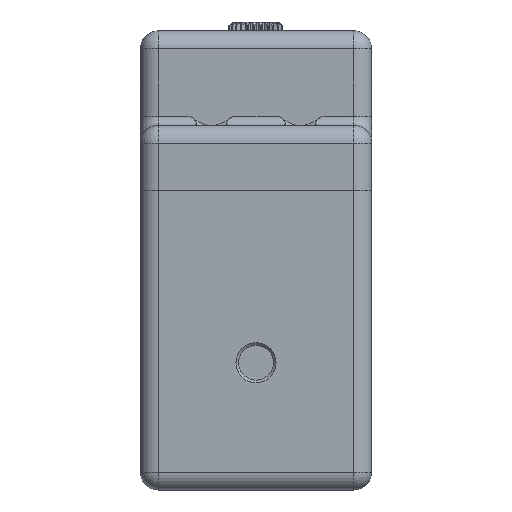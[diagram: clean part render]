
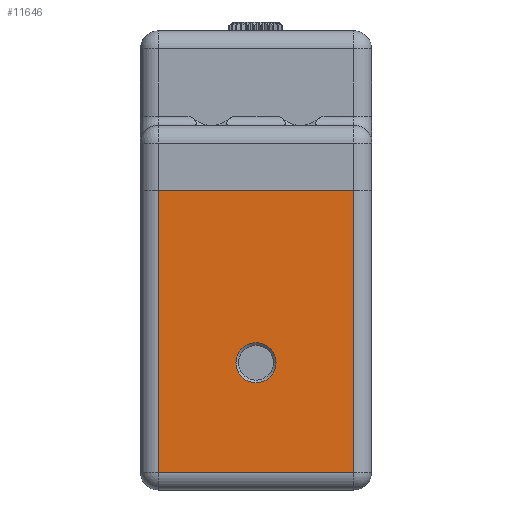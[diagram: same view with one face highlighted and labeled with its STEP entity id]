
A CAD part, left-side view. The second image highlights one B-rep face of the part: STEP entity #11646.
In plain terms, the highlighted planar face has unit normal (-1, 0, 0).
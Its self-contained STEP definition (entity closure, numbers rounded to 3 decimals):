
#869=FACE_BOUND('',#1717,.T.);
#1007=FACE_OUTER_BOUND('',#1716,.T.);
#1716=EDGE_LOOP('',(#8204,#8205,#8206,#8207));
#1717=EDGE_LOOP('',(#8208,#8209));
#2465=LINE('',#18183,#3247);
#2473=LINE('',#18205,#3255);
#2479=LINE('',#18222,#3261);
#2480=LINE('',#18225,#3262);
#3247=VECTOR('',#14416,10.);
#3255=VECTOR('',#14434,10.);
#3261=VECTOR('',#14454,10.);
#3262=VECTOR('',#14459,10.);
#3939=CIRCLE('',#12462,2.25);
#3940=CIRCLE('',#12463,2.25);
#4671=VERTEX_POINT('',#17971);
#4672=VERTEX_POINT('',#17972);
#4741=VERTEX_POINT('',#18179);
#4743=VERTEX_POINT('',#18182);
#4752=VERTEX_POINT('',#18203);
#4756=VERTEX_POINT('',#18221);
#5936=EDGE_CURVE('',#4671,#4672,#3939,.T.);
#5937=EDGE_CURVE('',#4672,#4671,#3940,.T.);
#6037=EDGE_CURVE('',#4743,#4741,#2465,.T.);
#6049=EDGE_CURVE('',#4752,#4741,#2473,.T.);
#6057=EDGE_CURVE('',#4743,#4756,#2479,.T.);
#6059=EDGE_CURVE('',#4756,#4752,#2480,.T.);
#8204=ORIENTED_EDGE('',*,*,#6037,.T.);
#8205=ORIENTED_EDGE('',*,*,#6049,.F.);
#8206=ORIENTED_EDGE('',*,*,#6059,.F.);
#8207=ORIENTED_EDGE('',*,*,#6057,.F.);
#8208=ORIENTED_EDGE('',*,*,#5936,.T.);
#8209=ORIENTED_EDGE('',*,*,#5937,.T.);
#11294=PLANE('',#12576);
#11646=ADVANCED_FACE('',(#1007,#869),#11294,.T.);
#12462=AXIS2_PLACEMENT_3D('',#17973,#14176,#14177);
#12463=AXIS2_PLACEMENT_3D('',#17974,#14178,#14179);
#12576=AXIS2_PLACEMENT_3D('',#18224,#14457,#14458);
#14176=DIRECTION('center_axis',(1.,0.,0.));
#14177=DIRECTION('ref_axis',(0.,0.,1.));
#14178=DIRECTION('center_axis',(1.,0.,0.));
#14179=DIRECTION('ref_axis',(0.,0.,1.));
#14416=DIRECTION('',(0.,1.,0.));
#14434=DIRECTION('',(0.,0.,1.));
#14454=DIRECTION('',(0.,0.,-1.));
#14457=DIRECTION('center_axis',(-1.,0.,0.));
#14458=DIRECTION('ref_axis',(0.,0.,1.));
#14459=DIRECTION('',(0.,1.,0.));
#17971=CARTESIAN_POINT('',(-30.25,0.,-10.65));
#17972=CARTESIAN_POINT('',(-30.25,0.,-15.15));
#17973=CARTESIAN_POINT('Origin',(-30.25,0.,-12.9));
#17974=CARTESIAN_POINT('Origin',(-30.25,0.,-12.9));
#18179=CARTESIAN_POINT('',(-30.25,11.,6.5));
#18182=CARTESIAN_POINT('',(-30.25,-11.,6.5));
#18183=CARTESIAN_POINT('',(-30.25,0.,6.5));
#18203=CARTESIAN_POINT('',(-30.25,11.,-25.2));
#18205=CARTESIAN_POINT('',(-30.25,11.,-14.3));
#18221=CARTESIAN_POINT('',(-30.25,-11.,-25.2));
#18222=CARTESIAN_POINT('',(-30.25,-11.,-14.3));
#18224=CARTESIAN_POINT('Origin',(-30.25,0.,-27.2));
#18225=CARTESIAN_POINT('',(-30.25,0.,-25.2));
